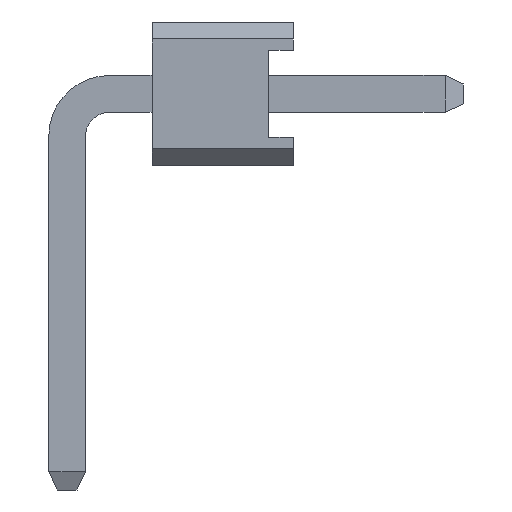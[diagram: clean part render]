
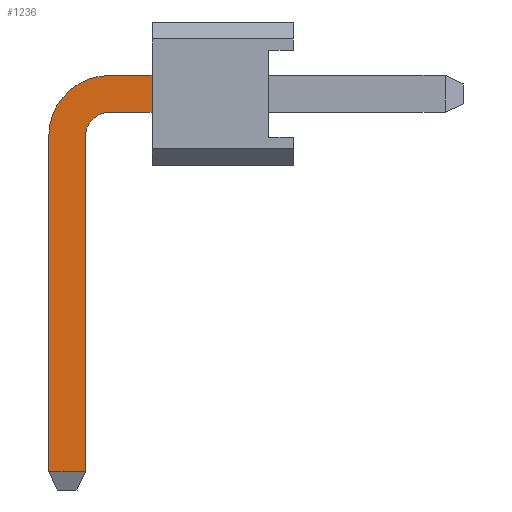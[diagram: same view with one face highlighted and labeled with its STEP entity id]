
A CAD part, left-side view. The second image highlights one B-rep face of the part: STEP entity #1236.
In plain terms, the highlighted planar face has unit normal (-1, 0, 0).
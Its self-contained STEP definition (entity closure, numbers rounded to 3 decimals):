
#279 = VERTEX_POINT ( 'NONE', #5810 ) ;
#299 = EDGE_CURVE ( 'NONE', #346, #279, #5835, .T. ) ;
#346 = VERTEX_POINT ( 'NONE', #5888 ) ;
#1204 = ORIENTED_EDGE ( 'NONE', *, *, #1205, .T. ) ;
#1205 = EDGE_CURVE ( 'NONE', #1230, #1240, #8351, .T. ) ;
#1217 = EDGE_CURVE ( 'NONE', #1241, #1218, #8392, .T. ) ;
#1218 = VERTEX_POINT ( 'NONE', #8383 ) ;
#1219 = ORIENTED_EDGE ( 'NONE', *, *, #1220, .F. ) ;
#1220 = EDGE_CURVE ( 'NONE', #1221, #1218, #8382, .T. ) ;
#1221 = VERTEX_POINT ( 'NONE', #8378 ) ;
#1222 = ORIENTED_EDGE ( 'NONE', *, *, #1223, .F. ) ;
#1223 = EDGE_CURVE ( 'NONE', #1224, #1221, #8377, .T. ) ;
#1224 = VERTEX_POINT ( 'NONE', #8372 ) ;
#1225 = ORIENTED_EDGE ( 'NONE', *, *, #1226, .T. ) ;
#1226 = EDGE_CURVE ( 'NONE', #1224, #346, #8371, .T. ) ;
#1227 = ORIENTED_EDGE ( 'NONE', *, *, #299, .T. ) ;
#1228 = ORIENTED_EDGE ( 'NONE', *, *, #1229, .F. ) ;
#1229 = EDGE_CURVE ( 'NONE', #1230, #279, #8367, .T. ) ;
#1230 = VERTEX_POINT ( 'NONE', #8363 ) ;
#1236 = ADVANCED_FACE ( 'NONE', ( #8423 ), #8422, .F. ) ;
#1237 = EDGE_LOOP ( 'NONE', ( #1238, #1242, #1219, #1222, #1225, #1227, #1228, #1204 ) ) ;
#1238 = ORIENTED_EDGE ( 'NONE', *, *, #1239, .T. ) ;
#1239 = EDGE_CURVE ( 'NONE', #1240, #1241, #8417, .T. ) ;
#1240 = VERTEX_POINT ( 'NONE', #8413 ) ;
#1241 = VERTEX_POINT ( 'NONE', #8412 ) ;
#1242 = ORIENTED_EDGE ( 'NONE', *, *, #1217, .T. ) ;
#5810 = CARTESIAN_POINT ( 'NONE',  ( -0.325, 2.5, 0.325 ) ) ;
#5832 = DIRECTION ( 'NONE',  ( 0., 0., 1. ) ) ;
#5833 = VECTOR ( 'NONE', #5832, 1000. ) ;
#5834 = CARTESIAN_POINT ( 'NONE',  ( -0.325, 2.5, -1.27 ) ) ;
#5835 = LINE ( 'NONE', #5834, #5833 ) ;
#5888 = CARTESIAN_POINT ( 'NONE',  ( -0.325, 2.5, -0.325 ) ) ;
#8347 = DIRECTION ( 'NONE',  ( 0., 0., 1. ) ) ;
#8348 = DIRECTION ( 'NONE',  ( -1., 0., 0. ) ) ;
#8349 = CARTESIAN_POINT ( 'NONE',  ( -0.325, 3.25, -0.75 ) ) ;
#8350 = AXIS2_PLACEMENT_3D ( 'NONE', #8349, #8348, #8347 ) ;
#8351 = CIRCLE ( 'NONE', #8350, 1.075 ) ;
#8363 = CARTESIAN_POINT ( 'NONE',  ( -0.325, 3.25, 0.325 ) ) ;
#8364 = DIRECTION ( 'NONE',  ( 0., -1., 0. ) ) ;
#8365 = VECTOR ( 'NONE', #8364, 1000. ) ;
#8366 = CARTESIAN_POINT ( 'NONE',  ( -0.325, 3.25, 0.325 ) ) ;
#8367 = LINE ( 'NONE', #8366, #8365 ) ;
#8368 = DIRECTION ( 'NONE',  ( 0., -1., 0. ) ) ;
#8369 = VECTOR ( 'NONE', #8368, 1000. ) ;
#8370 = CARTESIAN_POINT ( 'NONE',  ( -0.325, 3.25, -0.325 ) ) ;
#8371 = LINE ( 'NONE', #8370, #8369 ) ;
#8372 = CARTESIAN_POINT ( 'NONE',  ( -0.325, 3.25, -0.325 ) ) ;
#8373 = DIRECTION ( 'NONE',  ( 0., 0., 1. ) ) ;
#8374 = DIRECTION ( 'NONE',  ( -1., 0., 0. ) ) ;
#8375 = CARTESIAN_POINT ( 'NONE',  ( -0.325, 3.25, -0.75 ) ) ;
#8376 = AXIS2_PLACEMENT_3D ( 'NONE', #8375, #8374, #8373 ) ;
#8377 = CIRCLE ( 'NONE', #8376, 0.425 ) ;
#8378 = CARTESIAN_POINT ( 'NONE',  ( -0.325, 3.675, -0.75 ) ) ;
#8379 = DIRECTION ( 'NONE',  ( 0., 0., -1. ) ) ;
#8380 = VECTOR ( 'NONE', #8379, 1000. ) ;
#8381 = CARTESIAN_POINT ( 'NONE',  ( -0.325, 3.675, -0.75 ) ) ;
#8382 = LINE ( 'NONE', #8381, #8380 ) ;
#8383 = CARTESIAN_POINT ( 'NONE',  ( -0.325, 3.675, -6.678 ) ) ;
#8384 = DIRECTION ( 'NONE',  ( 0., -1., 0. ) ) ;
#8385 = VECTOR ( 'NONE', #8384, 1000. ) ;
#8386 = CARTESIAN_POINT ( 'NONE',  ( -0.325, 3.25, -6.678 ) ) ;
#8392 = LINE ( 'NONE', #8386, #8385 ) ;
#8412 = CARTESIAN_POINT ( 'NONE',  ( -0.325, 4.325, -6.678 ) ) ;
#8413 = CARTESIAN_POINT ( 'NONE',  ( -0.325, 4.325, -0.75 ) ) ;
#8414 = DIRECTION ( 'NONE',  ( 0., 0., -1. ) ) ;
#8415 = VECTOR ( 'NONE', #8414, 1000. ) ;
#8416 = CARTESIAN_POINT ( 'NONE',  ( -0.325, 4.325, -0.75 ) ) ;
#8417 = LINE ( 'NONE', #8416, #8415 ) ;
#8418 = DIRECTION ( 'NONE',  ( 0., 0., -1. ) ) ;
#8419 = DIRECTION ( 'NONE',  ( 1., 0., 0. ) ) ;
#8420 = CARTESIAN_POINT ( 'NONE',  ( -0.325, 3.25, 0.325 ) ) ;
#8421 = AXIS2_PLACEMENT_3D ( 'NONE', #8420, #8419, #8418 ) ;
#8422 = PLANE ( 'NONE',  #8421 ) ;
#8423 = FACE_OUTER_BOUND ( 'NONE', #1237, .T. ) ;
